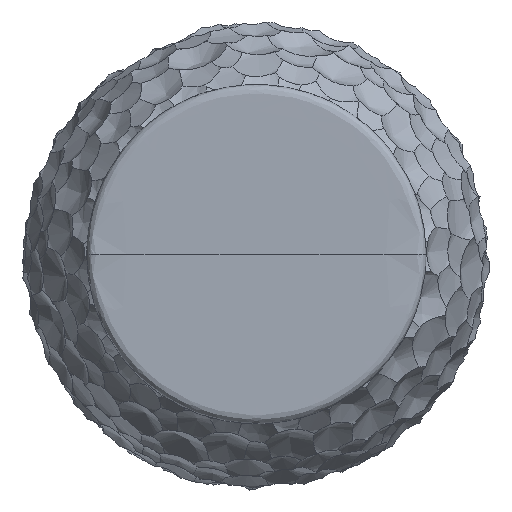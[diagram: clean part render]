
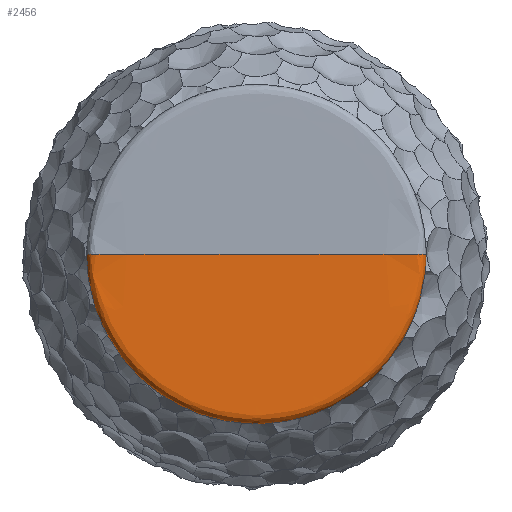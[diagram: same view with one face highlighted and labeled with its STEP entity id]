
A CAD part, top view. The second image highlights one B-rep face of the part: STEP entity #2456.
In plain terms, the highlighted free-form (B-spline) face has degree [2, 2] with [9, 5] control points.
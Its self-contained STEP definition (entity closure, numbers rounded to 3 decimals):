
#98=(
BOUNDED_CURVE()
B_SPLINE_CURVE(2,(#70767,#70768,#70769,#70770,#70771,#70772,#70773,#70774,
#70775),.UNSPECIFIED.,.F.,.F.)
B_SPLINE_CURVE_WITH_KNOTS((3,2,2,2,3),(-46.5,0.,5.5,
10.212,11.712),.UNSPECIFIED.)
CURVE()
GEOMETRIC_REPRESENTATION_ITEM()
RATIONAL_B_SPLINE_CURVE((1.,1.,1.,1.,1.,0.707,1.,1.,1.))
REPRESENTATION_ITEM('')
);
#99=(
BOUNDED_CURVE()
B_SPLINE_CURVE(2,(#70776,#70777,#70778,#70779,#70780),.UNSPECIFIED.,.F.,
 .F.)
B_SPLINE_CURVE_WITH_KNOTS((3,2,3),(0.,1.571,3.142),
 .UNSPECIFIED.)
CURVE()
GEOMETRIC_REPRESENTATION_ITEM()
RATIONAL_B_SPLINE_CURVE((1.,0.707,1.,0.707,1.))
REPRESENTATION_ITEM('')
);
#100=(
BOUNDED_CURVE()
B_SPLINE_CURVE(2,(#70781,#70782,#70783,#70784,#70785,#70786,#70787,#70788,
#70789),.UNSPECIFIED.,.F.,.F.)
B_SPLINE_CURVE_WITH_KNOTS((3,2,2,2,3),(-46.5,0.,5.5,
10.212,11.712),.UNSPECIFIED.)
CURVE()
GEOMETRIC_REPRESENTATION_ITEM()
RATIONAL_B_SPLINE_CURVE((1.,1.,1.,1.,1.,0.707,1.,1.,1.))
REPRESENTATION_ITEM('')
);
#2456=ADVANCED_FACE('',(#3071),#16447,.T.);
#3071=FACE_OUTER_BOUND('',#3687,.T.);
#3687=EDGE_LOOP('',(#6406,#6407,#6408));
#6406=ORIENTED_EDGE('',*,*,#10098,.T.);
#6407=ORIENTED_EDGE('',*,*,#10099,.T.);
#6408=ORIENTED_EDGE('',*,*,#10100,.F.);
#10098=EDGE_CURVE('',#15673,#15674,#98,.T.);
#10099=EDGE_CURVE('',#15674,#15675,#99,.T.);
#10100=EDGE_CURVE('',#15673,#15675,#100,.T.);
#15673=VERTEX_POINT('',#70764);
#15674=VERTEX_POINT('',#70765);
#15675=VERTEX_POINT('',#70766);
#16447=(
BOUNDED_SURFACE()
B_SPLINE_SURFACE(2,2,((#70674,#70675,#70676,#70677,#70678),(#70679,#70680,
#70681,#70682,#70683),(#70684,#70685,#70686,#70687,#70688),(#70689,#70690,
#70691,#70692,#70693),(#70694,#70695,#70696,#70697,#70698),(#70699,#70700,
#70701,#70702,#70703),(#70704,#70705,#70706,#70707,#70708),(#70709,#70710,
#70711,#70712,#70713),(#70714,#70715,#70716,#70717,#70718)),
 .UNSPECIFIED.,.F.,.F.,.F.)
B_SPLINE_SURFACE_WITH_KNOTS((3,2,2,2,3),(3,2,3),(-46.5,0.,5.5,
10.212,11.712),(0.,1.571,3.142),
 .UNSPECIFIED.)
GEOMETRIC_REPRESENTATION_ITEM()
RATIONAL_B_SPLINE_SURFACE(((1.,0.707,1.,0.707,1.),
(1.,0.707,1.,0.707,1.),(1.,0.707,1.,
0.707,1.),(1.,0.707,1.,0.707,1.),(1.,
0.707,1.,0.707,1.),(0.707,0.5,0.707,
0.5,0.707),(1.,0.707,1.,0.707,1.),(1.,
0.707,1.,0.707,1.),(1.,0.707,1.,0.707,
1.)))
REPRESENTATION_ITEM('')
SURFACE()
);
#70674=CARTESIAN_POINT('',(0.,0.,0.));
#70675=CARTESIAN_POINT('',(0.,0.,0.));
#70676=CARTESIAN_POINT('',(0.,0.,0.));
#70677=CARTESIAN_POINT('',(0.,0.,0.));
#70678=CARTESIAN_POINT('',(0.,0.,0.));
#70679=CARTESIAN_POINT('',(-23.25,0.,0.));
#70680=CARTESIAN_POINT('',(-23.25,-23.25,0.));
#70681=CARTESIAN_POINT('',(0.,-23.25,0.));
#70682=CARTESIAN_POINT('',(23.25,-23.25,0.));
#70683=CARTESIAN_POINT('',(23.25,0.,0.));
#70684=CARTESIAN_POINT('',(-46.5,0.,0.));
#70685=CARTESIAN_POINT('',(-46.5,-46.5,0.));
#70686=CARTESIAN_POINT('',(0.,-46.5,0.));
#70687=CARTESIAN_POINT('',(46.5,-46.5,0.));
#70688=CARTESIAN_POINT('',(46.5,0.,0.));
#70689=CARTESIAN_POINT('',(-49.25,0.,0.));
#70690=CARTESIAN_POINT('',(-49.25,-49.25,0.));
#70691=CARTESIAN_POINT('',(0.,-49.25,0.));
#70692=CARTESIAN_POINT('',(49.25,-49.25,0.));
#70693=CARTESIAN_POINT('',(49.25,0.,0.));
#70694=CARTESIAN_POINT('',(-52.,0.,0.));
#70695=CARTESIAN_POINT('',(-52.,-52.,0.));
#70696=CARTESIAN_POINT('',(0.,-52.,0.));
#70697=CARTESIAN_POINT('',(52.,-52.,0.));
#70698=CARTESIAN_POINT('',(52.,0.,0.));
#70699=CARTESIAN_POINT('',(-55.,0.,0.));
#70700=CARTESIAN_POINT('',(-55.,-55.,0.));
#70701=CARTESIAN_POINT('',(0.,-55.,0.));
#70702=CARTESIAN_POINT('',(55.,-55.,0.));
#70703=CARTESIAN_POINT('',(55.,0.,0.));
#70704=CARTESIAN_POINT('',(-55.,0.,-3.));
#70705=CARTESIAN_POINT('',(-55.,-55.,-3.));
#70706=CARTESIAN_POINT('',(0.,-55.,-3.));
#70707=CARTESIAN_POINT('',(55.,-55.,-3.));
#70708=CARTESIAN_POINT('',(55.,0.,-3.));
#70709=CARTESIAN_POINT('',(-55.,0.,-3.75));
#70710=CARTESIAN_POINT('',(-55.,-55.,-3.75));
#70711=CARTESIAN_POINT('',(0.,-55.,-3.75));
#70712=CARTESIAN_POINT('',(55.,-55.,-3.75));
#70713=CARTESIAN_POINT('',(55.,0.,-3.75));
#70714=CARTESIAN_POINT('',(-55.,0.,-4.5));
#70715=CARTESIAN_POINT('',(-55.,-55.,-4.5));
#70716=CARTESIAN_POINT('',(0.,-55.,-4.5));
#70717=CARTESIAN_POINT('',(55.,-55.,-4.5));
#70718=CARTESIAN_POINT('',(55.,0.,-4.5));
#70764=CARTESIAN_POINT('',(0.,0.,0.));
#70765=CARTESIAN_POINT('',(-55.,0.,-4.5));
#70766=CARTESIAN_POINT('',(55.,0.,-4.5));
#70767=CARTESIAN_POINT('',(0.,0.,0.));
#70768=CARTESIAN_POINT('',(-23.25,0.,0.));
#70769=CARTESIAN_POINT('',(-46.5,0.,0.));
#70770=CARTESIAN_POINT('',(-49.25,0.,0.));
#70771=CARTESIAN_POINT('',(-52.,0.,0.));
#70772=CARTESIAN_POINT('',(-55.,0.,0.));
#70773=CARTESIAN_POINT('',(-55.,0.,-3.));
#70774=CARTESIAN_POINT('',(-55.,0.,-3.75));
#70775=CARTESIAN_POINT('',(-55.,0.,-4.5));
#70776=CARTESIAN_POINT('',(-55.,0.,-4.5));
#70777=CARTESIAN_POINT('',(-55.,-55.,-4.5));
#70778=CARTESIAN_POINT('',(0.,-55.,-4.5));
#70779=CARTESIAN_POINT('',(55.,-55.,-4.5));
#70780=CARTESIAN_POINT('',(55.,0.,-4.5));
#70781=CARTESIAN_POINT('',(0.,0.,0.));
#70782=CARTESIAN_POINT('',(23.25,0.,0.));
#70783=CARTESIAN_POINT('',(46.5,0.,0.));
#70784=CARTESIAN_POINT('',(49.25,0.,0.));
#70785=CARTESIAN_POINT('',(52.,0.,0.));
#70786=CARTESIAN_POINT('',(55.,0.,0.));
#70787=CARTESIAN_POINT('',(55.,0.,-3.));
#70788=CARTESIAN_POINT('',(55.,0.,-3.75));
#70789=CARTESIAN_POINT('',(55.,0.,-4.5));
